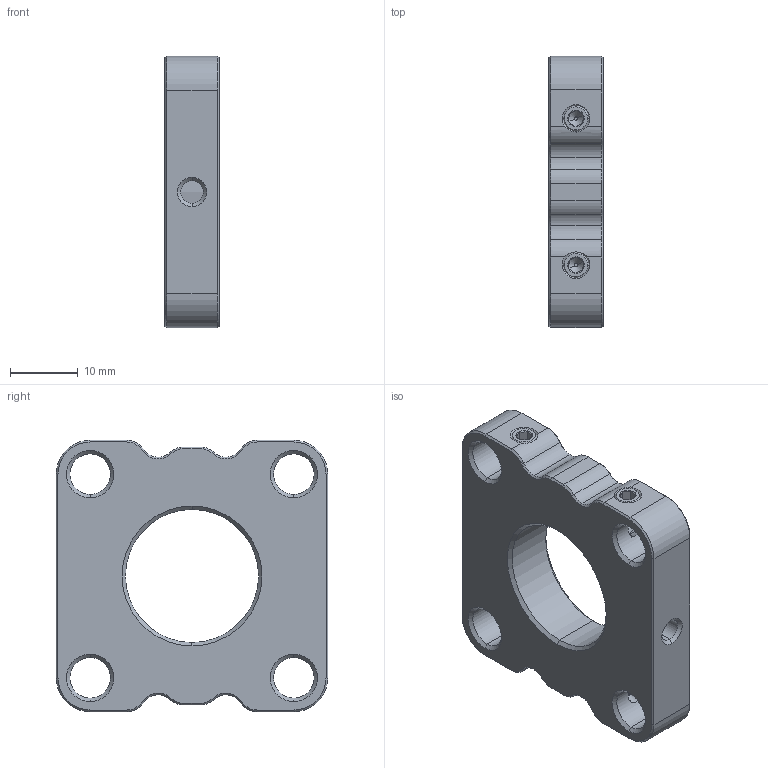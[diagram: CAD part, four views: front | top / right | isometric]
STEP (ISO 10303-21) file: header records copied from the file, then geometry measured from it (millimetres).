
FILE_DESCRIPTION (( 'STEP AP214' ), '1' );
FILE_NAME ('2.2.1.16_L30B-RMS_30 mm笼板，带RMS螺纹，M4螺纹.STEP', '2021-07-21T05:51:28', ( 'Microsoft' ), ( 'Microsoft' ), 'SwSTEP 2.0', 'SolidWorks 2018', '' );
FILE_SCHEMA (( 'AUTOMOTIVE_DESIGN' ));
Length unit declared in the file: millimetre
Products named in the file (1): 2.2.1.16_L30B-RMS_30 mm笼板，带RMS螺纹，M4螺纹
Bounding box: 8 x 40 x 40 mm (x, y, z)
Surface area: 4870.9 mm2 (no closed solid volume)
Topology: 0 solids, 9 shells, 210 faces, 488 edges, 276 vertices
Faces by surface type: cone 114, plane 58, cylinder 38
Entity records: 8453 total; most frequent: CARTESIAN_POINT 1347, DIRECTION 1074, ORIENTED_EDGE 918, EDGE_CURVE 480, AXIS2_PLACEMENT_3D 419, VERTEX_POINT 276, VECTOR 236, LINE 236
